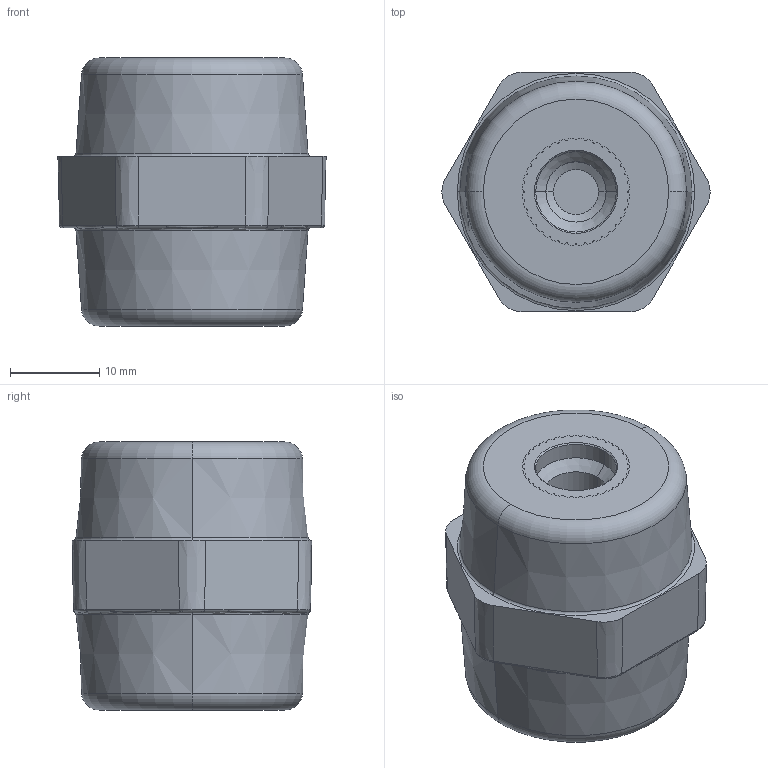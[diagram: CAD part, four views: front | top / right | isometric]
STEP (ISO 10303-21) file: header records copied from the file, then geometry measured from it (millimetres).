
FILE_DESCRIPTION (( 'STEP AP214' ), '1' );
FILE_NAME ('YIS11-30-08-K05 Èçîëÿòîð îïîðíûé SM30 (Ì8) IEK.STEP', '2024-06-18T08:26:29', ( '' ), ( '' ), 'SwSTEP 2.0', 'SolidWorks 2022', '' );
FILE_SCHEMA (( 'AUTOMOTIVE_DESIGN' ));
Length unit declared in the file: millimetre
Products named in the file (4): M8X12XD12_GAIKA_ZAKLADNAJA.stp; YIS11-30-08-K05 Изолятор опорный SM30 (М8) IEK; mh-30-001_izol_oporn_m8x12xd12_asm.stp; MH-30_001_01_IZOLJATOR_OPORN.stp
Assembly tree (4 placements, depth 3):
  YIS11-30-08-K05 Изолятор опорный SM30 (М8) IEK
    mh-30-001_izol_oporn_m8x12xd12_asm.stp
      MH-30_001_01_IZOLJATOR_OPORN.stp
      M8X12XD12_GAIKA_ZAKLADNAJA.stp  x2
Bounding box: 30.02 x 26.8 x 30 mm (x, y, z)
Volume: 14877.5 mm3; surface area: 6451.8 mm2
Topology: 3 solids, 3 shells, 1853 faces, 5430 edges, 3604 vertices
Faces by surface type: plane 903, cylinder 900, torus 22, cone 22, bspline 6
Entity records: 50646 total; most frequent: CARTESIAN_POINT 12800, ORIENTED_EDGE 8188, DIRECTION 7860, EDGE_CURVE 4094, VERTEX_POINT 2716, AXIS2_PLACEMENT_3D 2708, LINE 2444, VECTOR 2444
